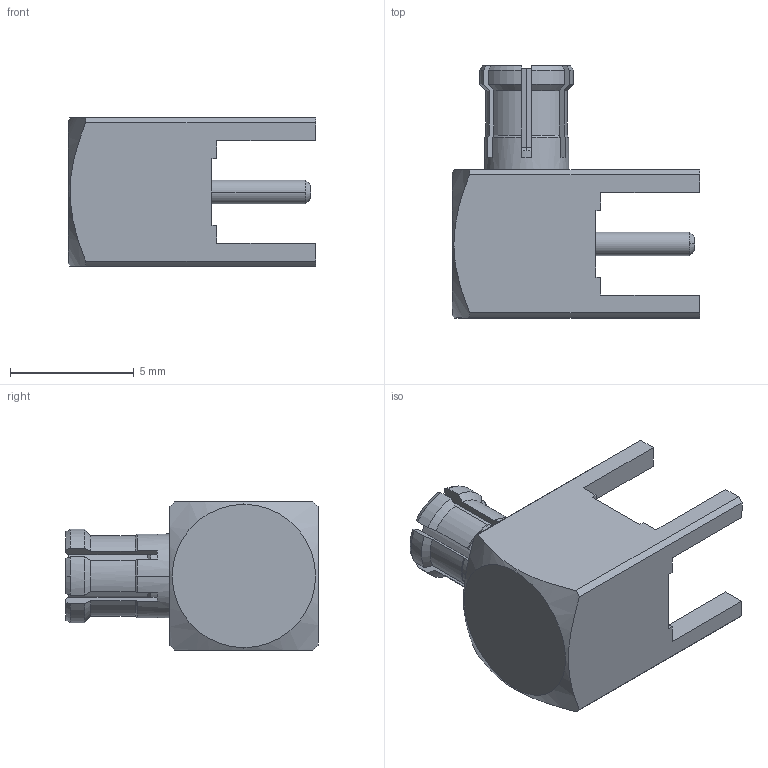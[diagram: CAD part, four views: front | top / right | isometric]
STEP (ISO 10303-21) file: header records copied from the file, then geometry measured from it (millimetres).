
FILE_DESCRIPTION (( 'STEP AP214' ), '1' );
FILE_NAME ('ÑÖÍÊ.434521.019ÑÁ_Âèëêà+äëÿ ïîòðåáèòåëÿ.STEP', '2018-12-06T10:41:55', ( 'User' ), ( '' ), 'SwSTEP 2.0', 'SolidWorks 2016', '' );
FILE_SCHEMA (( 'AUTOMOTIVE_DESIGN' ));
Length unit declared in the file: millimetre
Products named in the file (1): ÑÖÍÊ.434521.019ÑÁ_Âèëêà+äëÿ ïîòðåáèòåëÿ
Bounding box: 10 x 10.2 x 6 mm (x, y, z)
Volume: 248.1 mm3; surface area: 401.6 mm2
Topology: 1 solids, 1 shells, 143 faces, 386 edges, 250 vertices
Faces by surface type: plane 59, cylinder 44, cone 31, torus 9
Entity records: 6347 total; most frequent: CARTESIAN_POINT 1129, ORIENTED_EDGE 772, DIRECTION 755, EDGE_CURVE 386, AXIS2_PLACEMENT_3D 279, VERTEX_POINT 250, VECTOR 197, LINE 197
